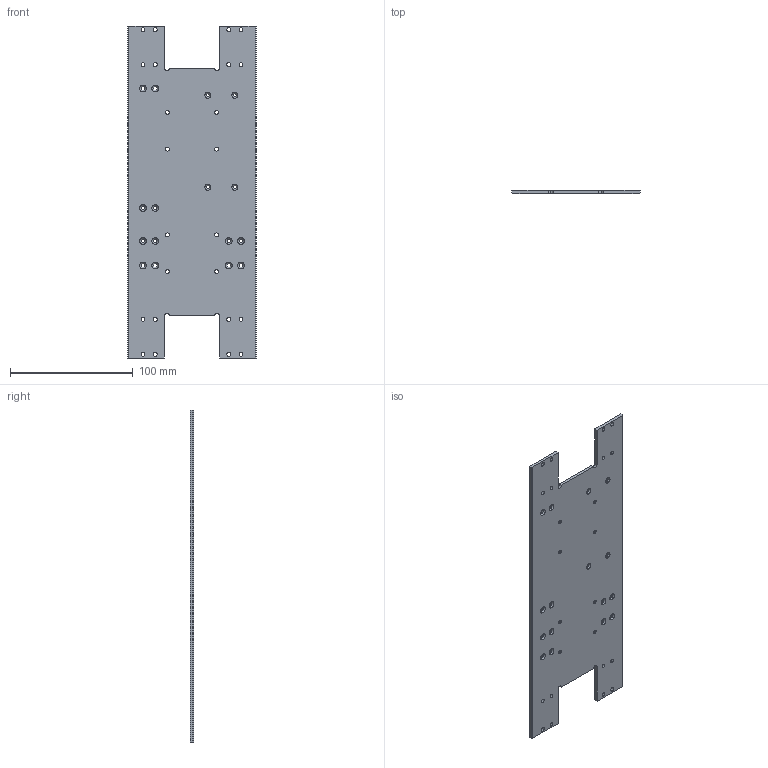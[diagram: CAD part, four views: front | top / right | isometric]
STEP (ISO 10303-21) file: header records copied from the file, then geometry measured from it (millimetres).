
FILE_DESCRIPTION (( 'STEP AP214' ), '1' );
FILE_NAME ('階窒抯啣.STEP', '2024-05-25T15:10:49', ( '' ), ( '' ), 'SwSTEP 2.0', 'SolidWorks 2021', '' );
FILE_SCHEMA (( 'AUTOMOTIVE_DESIGN' ));
Length unit declared in the file: millimetre
Products named in the file (1): 階窒抯啣
Bounding box: 105 x 2.5 x 271 mm (x, y, z)
Volume: 62019.3 mm3; surface area: 52812.2 mm2
Topology: 1 solids, 1 shells, 150 faces, 396 edges, 248 vertices
Faces by surface type: cylinder 86, cone 48, plane 16
Entity records: 4890 total; most frequent: DIRECTION 918, CARTESIAN_POINT 795, ORIENTED_EDGE 792, EDGE_CURVE 396, AXIS2_PLACEMENT_3D 371, VERTEX_POINT 248, EDGE_LOOP 230, CIRCLE 220
